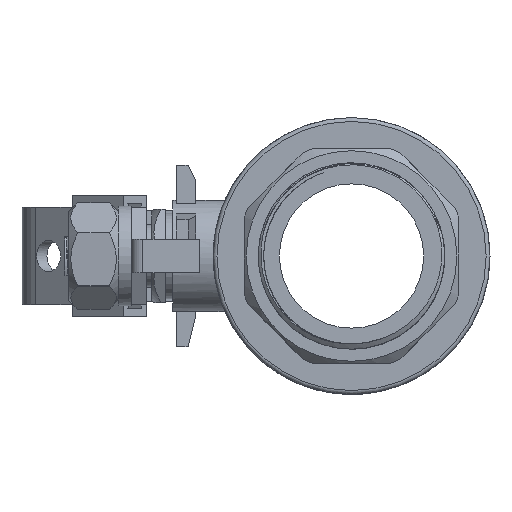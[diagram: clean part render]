
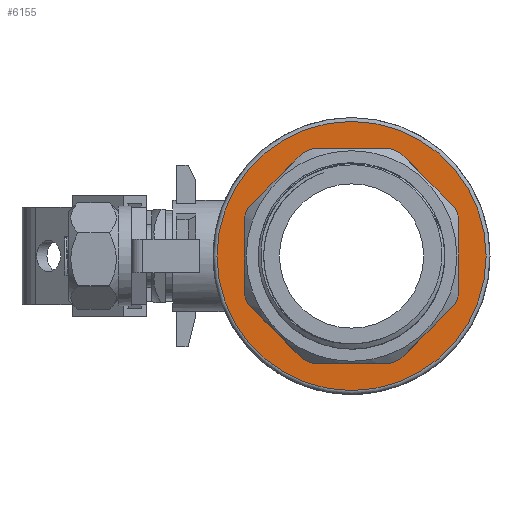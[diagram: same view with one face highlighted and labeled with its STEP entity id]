
A CAD part, left-side view. The second image highlights one B-rep face of the part: STEP entity #6155.
In plain terms, the highlighted planar face has unit normal (-1, 0, 0).
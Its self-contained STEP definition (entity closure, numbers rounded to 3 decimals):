
#790=CIRCLE('',#6506,29.25);
#791=CIRCLE('',#6507,29.25);
#792=CIRCLE('',#6508,29.25);
#793=CIRCLE('',#6509,29.25);
#794=CIRCLE('',#6510,29.25);
#795=CIRCLE('',#6511,29.25);
#796=CIRCLE('',#6512,29.25);
#797=CIRCLE('',#6513,29.25);
#798=CIRCLE('',#6514,34.5);
#2599=ORIENTED_EDGE('',*,*,#3675,.F.);
#2600=ORIENTED_EDGE('',*,*,#3676,.F.);
#2601=ORIENTED_EDGE('',*,*,#3677,.F.);
#2602=ORIENTED_EDGE('',*,*,#3678,.F.);
#2603=ORIENTED_EDGE('',*,*,#3679,.F.);
#2604=ORIENTED_EDGE('',*,*,#3680,.F.);
#2605=ORIENTED_EDGE('',*,*,#3681,.F.);
#2606=ORIENTED_EDGE('',*,*,#3682,.F.);
#2607=ORIENTED_EDGE('',*,*,#3683,.F.);
#2608=ORIENTED_EDGE('',*,*,#3684,.F.);
#2609=ORIENTED_EDGE('',*,*,#3685,.F.);
#2610=ORIENTED_EDGE('',*,*,#3686,.F.);
#2611=ORIENTED_EDGE('',*,*,#3687,.F.);
#2612=ORIENTED_EDGE('',*,*,#3688,.F.);
#2613=ORIENTED_EDGE('',*,*,#3689,.F.);
#2614=ORIENTED_EDGE('',*,*,#3690,.F.);
#2615=ORIENTED_EDGE('',*,*,#3691,.T.);
#3675=EDGE_CURVE('',#4375,#4376,#790,.T.);
#3676=EDGE_CURVE('',#4377,#4375,#4735,.T.);
#3677=EDGE_CURVE('',#4378,#4377,#791,.T.);
#3678=EDGE_CURVE('',#4379,#4378,#4736,.T.);
#3679=EDGE_CURVE('',#4380,#4379,#792,.T.);
#3680=EDGE_CURVE('',#4381,#4380,#4737,.T.);
#3681=EDGE_CURVE('',#4382,#4381,#793,.T.);
#3682=EDGE_CURVE('',#4383,#4382,#4738,.T.);
#3683=EDGE_CURVE('',#4384,#4383,#794,.T.);
#3684=EDGE_CURVE('',#4385,#4384,#4739,.T.);
#3685=EDGE_CURVE('',#4386,#4385,#795,.T.);
#3686=EDGE_CURVE('',#4387,#4386,#4740,.T.);
#3687=EDGE_CURVE('',#4388,#4387,#796,.T.);
#3688=EDGE_CURVE('',#4389,#4388,#4741,.T.);
#3689=EDGE_CURVE('',#4390,#4389,#797,.T.);
#3690=EDGE_CURVE('',#4376,#4390,#4742,.T.);
#3691=EDGE_CURVE('',#4391,#4391,#798,.T.);
#4375=VERTEX_POINT('',#27798);
#4376=VERTEX_POINT('',#27799);
#4377=VERTEX_POINT('',#27801);
#4378=VERTEX_POINT('',#27803);
#4379=VERTEX_POINT('',#27805);
#4380=VERTEX_POINT('',#27807);
#4381=VERTEX_POINT('',#27809);
#4382=VERTEX_POINT('',#27811);
#4383=VERTEX_POINT('',#27813);
#4384=VERTEX_POINT('',#27815);
#4385=VERTEX_POINT('',#27817);
#4386=VERTEX_POINT('',#27819);
#4387=VERTEX_POINT('',#27821);
#4388=VERTEX_POINT('',#27823);
#4389=VERTEX_POINT('',#27825);
#4390=VERTEX_POINT('',#27827);
#4391=VERTEX_POINT('',#27830);
#4735=LINE('',#27800,#5076);
#4736=LINE('',#27804,#5077);
#4737=LINE('',#27808,#5078);
#4738=LINE('',#27812,#5079);
#4739=LINE('',#27816,#5080);
#4740=LINE('',#27820,#5081);
#4741=LINE('',#27824,#5082);
#4742=LINE('',#27828,#5083);
#5076=VECTOR('',#7498,1000.);
#5077=VECTOR('',#7501,1000.);
#5078=VECTOR('',#7504,1000.);
#5079=VECTOR('',#7507,1000.);
#5080=VECTOR('',#7510,1000.);
#5081=VECTOR('',#7513,1000.);
#5082=VECTOR('',#7516,1000.);
#5083=VECTOR('',#7519,1000.);
#5392=EDGE_LOOP('',(#2599,#2600,#2601,#2602,#2603,#2604,#2605,#2606,#2607,
#2608,#2609,#2610,#2611,#2612,#2613,#2614));
#5393=EDGE_LOOP('',(#2615));
#5725=FACE_BOUND('',#5392,.T.);
#5726=FACE_BOUND('',#5393,.T.);
#5879=PLANE('',#6505);
#6155=ADVANCED_FACE('',(#5725,#5726),#5879,.T.);
#6505=AXIS2_PLACEMENT_3D('',#27796,#7494,#7495);
#6506=AXIS2_PLACEMENT_3D('',#27797,#7496,#7497);
#6507=AXIS2_PLACEMENT_3D('',#27802,#7499,#7500);
#6508=AXIS2_PLACEMENT_3D('',#27806,#7502,#7503);
#6509=AXIS2_PLACEMENT_3D('',#27810,#7505,#7506);
#6510=AXIS2_PLACEMENT_3D('',#27814,#7508,#7509);
#6511=AXIS2_PLACEMENT_3D('',#27818,#7511,#7512);
#6512=AXIS2_PLACEMENT_3D('',#27822,#7514,#7515);
#6513=AXIS2_PLACEMENT_3D('',#27826,#7517,#7518);
#6514=AXIS2_PLACEMENT_3D('',#27829,#7520,#7521);
#7494=DIRECTION('',(-1.,0.,0.));
#7495=DIRECTION('',(0.,0.,1.));
#7496=DIRECTION('',(-1.,0.,0.));
#7497=DIRECTION('',(0.,0.,1.));
#7498=DIRECTION('',(0.,1.,0.));
#7499=DIRECTION('',(-1.,0.,0.));
#7500=DIRECTION('',(0.,0.,1.));
#7501=DIRECTION('',(0.,0.707,0.707));
#7502=DIRECTION('',(-1.,0.,0.));
#7503=DIRECTION('',(0.,0.,1.));
#7504=DIRECTION('',(0.,0.,1.));
#7505=DIRECTION('',(-1.,0.,0.));
#7506=DIRECTION('',(0.,0.,1.));
#7507=DIRECTION('',(0.,-0.707,0.707));
#7508=DIRECTION('',(-1.,0.,0.));
#7509=DIRECTION('',(0.,0.,1.));
#7510=DIRECTION('',(0.,-1.,0.));
#7511=DIRECTION('',(-1.,0.,0.));
#7512=DIRECTION('',(0.,0.,1.));
#7513=DIRECTION('',(0.,-0.707,-0.707));
#7514=DIRECTION('',(-1.,0.,0.));
#7515=DIRECTION('',(0.,0.,1.));
#7516=DIRECTION('',(0.,0.,-1.));
#7517=DIRECTION('',(-1.,0.,0.));
#7518=DIRECTION('',(0.,0.,1.));
#7519=DIRECTION('',(0.,0.707,-0.707));
#7520=DIRECTION('',(-1.,0.,0.));
#7521=DIRECTION('',(0.,0.,1.));
#27796=CARTESIAN_POINT('',(-30.1,0.,0.));
#27797=CARTESIAN_POINT('',(-30.1,0.,0.));
#27798=CARTESIAN_POINT('',(-30.1,9.966,27.5));
#27799=CARTESIAN_POINT('',(-30.1,12.399,26.492));
#27800=CARTESIAN_POINT('',(-30.1,0.,27.5));
#27801=CARTESIAN_POINT('',(-30.1,-9.966,27.5));
#27802=CARTESIAN_POINT('',(-30.1,0.,0.));
#27803=CARTESIAN_POINT('',(-30.1,-12.399,26.492));
#27804=CARTESIAN_POINT('',(-30.1,-19.445,19.445));
#27805=CARTESIAN_POINT('',(-30.1,-26.492,12.399));
#27806=CARTESIAN_POINT('',(-30.1,0.,0.));
#27807=CARTESIAN_POINT('',(-30.1,-27.5,9.966));
#27808=CARTESIAN_POINT('',(-30.1,-27.5,0.));
#27809=CARTESIAN_POINT('',(-30.1,-27.5,-9.966));
#27810=CARTESIAN_POINT('',(-30.1,0.,0.));
#27811=CARTESIAN_POINT('',(-30.1,-26.492,-12.399));
#27812=CARTESIAN_POINT('',(-30.1,-19.445,-19.445));
#27813=CARTESIAN_POINT('',(-30.1,-12.399,-26.492));
#27814=CARTESIAN_POINT('',(-30.1,0.,0.));
#27815=CARTESIAN_POINT('',(-30.1,-9.966,-27.5));
#27816=CARTESIAN_POINT('',(-30.1,0.,-27.5));
#27817=CARTESIAN_POINT('',(-30.1,9.966,-27.5));
#27818=CARTESIAN_POINT('',(-30.1,0.,0.));
#27819=CARTESIAN_POINT('',(-30.1,12.399,-26.492));
#27820=CARTESIAN_POINT('',(-30.1,19.445,-19.445));
#27821=CARTESIAN_POINT('',(-30.1,26.492,-12.399));
#27822=CARTESIAN_POINT('',(-30.1,0.,0.));
#27823=CARTESIAN_POINT('',(-30.1,27.5,-9.966));
#27824=CARTESIAN_POINT('',(-30.1,27.5,0.));
#27825=CARTESIAN_POINT('',(-30.1,27.5,9.966));
#27826=CARTESIAN_POINT('',(-30.1,0.,0.));
#27827=CARTESIAN_POINT('',(-30.1,26.492,12.399));
#27828=CARTESIAN_POINT('',(-30.1,19.445,19.445));
#27829=CARTESIAN_POINT('',(-30.1,0.,0.));
#27830=CARTESIAN_POINT('',(-30.1,0.,34.5));
